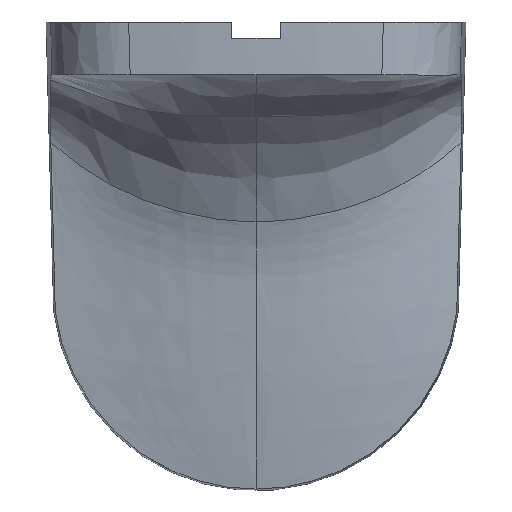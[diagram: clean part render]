
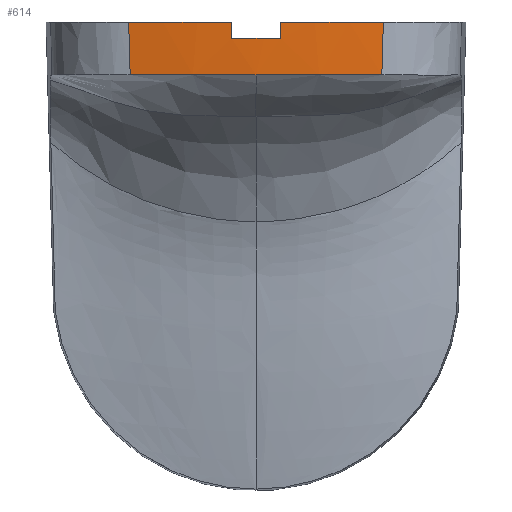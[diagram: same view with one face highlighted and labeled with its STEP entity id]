
A CAD part, front view. The second image highlights one B-rep face of the part: STEP entity #614.
In plain terms, the highlighted conical face has half-angle 1.5 degrees and reference radius 203 mm.
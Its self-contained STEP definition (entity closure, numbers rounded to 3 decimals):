
#311 = CARTESIAN_POINT ( 'NONE',  ( 30.994, -61.39, 56.333 ) ) ;
#614 = ADVANCED_FACE ( 'NONE', ( #13025 ), #13937, .T. ) ;
#867 = LINE ( 'NONE', #27483, #1006 ) ;
#1006 = VECTOR ( 'NONE', #25148, 1000. ) ;
#1145 = VERTEX_POINT ( 'NONE', #17136 ) ;
#2078 = CARTESIAN_POINT ( 'NONE',  ( 6., -63.911, 65. ) ) ;
#2638 = ORIENTED_EDGE ( 'NONE', *, *, #11873, .F. ) ;
#2884 = ORIENTED_EDGE ( 'NONE', *, *, #11560, .T. ) ;
#3070 = CARTESIAN_POINT ( 'NONE',  ( -6., -63.911, 65. ) ) ;
#3158 = AXIS2_PLACEMENT_3D ( 'NONE', #28597, #8871, #26711 ) ;
#3316 = DIRECTION ( 'NONE',  ( -1., 0., 0. ) ) ;
#3478 = VERTEX_POINT ( 'NONE', #27755 ) ;
#4249 = CARTESIAN_POINT ( 'NONE',  ( -30.994, -61.39, 56.333 ) ) ;
#4609 = AXIS2_PLACEMENT_3D ( 'NONE', #15514, #17415, #6147 ) ;
#4830 = ORIENTED_EDGE ( 'NONE', *, *, #19230, .F. ) ;
#5465 = EDGE_CURVE ( 'NONE', #10642, #22020, #16296, .T. ) ;
#5802 = CARTESIAN_POINT ( 'NONE',  ( 0., -63.66, 52. ) ) ;
#5959 = CIRCLE ( 'NONE', #3158, 203. ) ;
#6147 = DIRECTION ( 'NONE',  ( 1., 0., 0. ) ) ;
#6264 = VERTEX_POINT ( 'NONE', #3070 ) ;
#6679 = B_SPLINE_CURVE_WITH_KNOTS ( 'NONE', 3,
 ( #12021, #9960, #25753, #20934 ),
 .UNSPECIFIED., .F., .F.,
 ( 4, 4 ),
 ( 0., 1. ),
 .UNSPECIFIED. ) ;
#7316 = CARTESIAN_POINT ( 'NONE',  ( 30.871, -61.294, 52. ) ) ;
#7420 = AXIS2_PLACEMENT_3D ( 'NONE', #26254, #15135, #28004 ) ;
#7596 = CARTESIAN_POINT ( 'NONE',  ( -30.871, -61.294, 52. ) ) ;
#8252 = CARTESIAN_POINT ( 'NONE',  ( 30.871, -61.294, 52. ) ) ;
#8871 = DIRECTION ( 'NONE',  ( 0., 0., 1. ) ) ;
#9230 = CARTESIAN_POINT ( 'NONE',  ( 30.871, -61.294, 52. ) ) ;
#9366 = CARTESIAN_POINT ( 'NONE',  ( 25.756, -62.083, 51.998 ) ) ;
#9594 = CIRCLE ( 'NONE', #25932, 202.895 ) ;
#9642 = CARTESIAN_POINT ( 'NONE',  ( 0., -63.66, 52. ) ) ;
#9785 = CARTESIAN_POINT ( 'NONE',  ( 5.175, -63.66, 52. ) ) ;
#9905 = CARTESIAN_POINT ( 'NONE',  ( 0., 139., 61. ) ) ;
#9960 = CARTESIAN_POINT ( 'NONE',  ( -20.661, -62.868, 52. ) ) ;
#10112 = CARTESIAN_POINT ( 'NONE',  ( -6., -63.859, 63. ) ) ;
#10163 = EDGE_CURVE ( 'NONE', #10642, #20932, #10687, .T. ) ;
#10642 = VERTEX_POINT ( 'NONE', #12127 ) ;
#10677 = ORIENTED_EDGE ( 'NONE', *, *, #24238, .F. ) ;
#10687 = B_SPLINE_CURVE_WITH_KNOTS ( 'NONE', 3,
 ( #18152, #22538, #311, #9230 ),
 .UNSPECIFIED., .F., .F.,
 ( 4, 4 ),
 ( 0., 0.013 ),
 .UNSPECIFIED. ) ;
#11560 = EDGE_CURVE ( 'NONE', #1145, #11987, #14871, .T. ) ;
#11873 = EDGE_CURVE ( 'NONE', #20932, #18951, #20794, .T. ) ;
#11974 = EDGE_CURVE ( 'NONE', #22020, #25824, #867, .T. ) ;
#11987 = VERTEX_POINT ( 'NONE', #7596 ) ;
#12021 = CARTESIAN_POINT ( 'NONE',  ( -30.871, -61.294, 52. ) ) ;
#12127 = CARTESIAN_POINT ( 'NONE',  ( 31.24, -61.582, 65. ) ) ;
#13025 = FACE_OUTER_BOUND ( 'NONE', #22173, .T. ) ;
#13188 = CARTESIAN_POINT ( 'NONE',  ( 6., -63.807, 61. ) ) ;
#13368 = EDGE_CURVE ( 'NONE', #11987, #18951, #6679, .T. ) ;
#13937 = CONICAL_SURFACE ( 'NONE', #4609, 203., 0.026 ) ;
#14033 = CARTESIAN_POINT ( 'NONE',  ( 20.626, -62.674, 52. ) ) ;
#14871 = B_SPLINE_CURVE_WITH_KNOTS ( 'NONE', 3,
 ( #22242, #22535, #4249, #26779 ),
 .UNSPECIFIED., .F., .F.,
 ( 4, 4 ),
 ( 0., 0.013 ),
 .UNSPECIFIED. ) ;
#15077 = LINE ( 'NONE', #10112, #26042 ) ;
#15135 = DIRECTION ( 'NONE',  ( 0., 0., -1. ) ) ;
#15514 = CARTESIAN_POINT ( 'NONE',  ( 0., 139., 65. ) ) ;
#16296 = CIRCLE ( 'NONE', #7420, 203. ) ;
#17136 = CARTESIAN_POINT ( 'NONE',  ( -31.24, -61.582, 65. ) ) ;
#17304 = ORIENTED_EDGE ( 'NONE', *, *, #22343, .F. ) ;
#17415 = DIRECTION ( 'NONE',  ( 0., 0., 1. ) ) ;
#18152 = CARTESIAN_POINT ( 'NONE',  ( 31.24, -61.582, 65. ) ) ;
#18951 = VERTEX_POINT ( 'NONE', #5802 ) ;
#19230 = EDGE_CURVE ( 'NONE', #3478, #25824, #9594, .T. ) ;
#20620 = CARTESIAN_POINT ( 'NONE',  ( 10.336, -63.462, 52. ) ) ;
#20794 = B_SPLINE_CURVE_WITH_KNOTS ( 'NONE', 3,
 ( #7316, #9366, #14033, #20620, #9785, #9642 ),
 .UNSPECIFIED., .F., .F.,
 ( 4, 2, 4 ),
 ( 0., 0.5, 1. ),
 .UNSPECIFIED. ) ;
#20932 = VERTEX_POINT ( 'NONE', #8252 ) ;
#20934 = CARTESIAN_POINT ( 'NONE',  ( 0., -63.66, 52. ) ) ;
#22020 = VERTEX_POINT ( 'NONE', #2078 ) ;
#22087 = ORIENTED_EDGE ( 'NONE', *, *, #10163, .F. ) ;
#22173 = EDGE_LOOP ( 'NONE', ( #4830, #17304, #10677, #2884, #22948, #2638, #22087, #27906, #25015 ) ) ;
#22242 = CARTESIAN_POINT ( 'NONE',  ( -31.24, -61.582, 65. ) ) ;
#22343 = EDGE_CURVE ( 'NONE', #6264, #3478, #15077, .T. ) ;
#22535 = CARTESIAN_POINT ( 'NONE',  ( -31.117, -61.486, 60.667 ) ) ;
#22538 = CARTESIAN_POINT ( 'NONE',  ( 31.117, -61.486, 60.667 ) ) ;
#22948 = ORIENTED_EDGE ( 'NONE', *, *, #13368, .T. ) ;
#23211 = DIRECTION ( 'NONE',  ( 0., 0., 1. ) ) ;
#24238 = EDGE_CURVE ( 'NONE', #1145, #6264, #5959, .T. ) ;
#25015 = ORIENTED_EDGE ( 'NONE', *, *, #11974, .T. ) ;
#25148 = DIRECTION ( 'NONE',  ( 0., 0.026, -1. ) ) ;
#25753 = CARTESIAN_POINT ( 'NONE',  ( -10.331, -63.66, 52. ) ) ;
#25824 = VERTEX_POINT ( 'NONE', #13188 ) ;
#25932 = AXIS2_PLACEMENT_3D ( 'NONE', #9905, #23211, #3316 ) ;
#26042 = VECTOR ( 'NONE', #28092, 1000. ) ;
#26254 = CARTESIAN_POINT ( 'NONE',  ( 0., 139., 65. ) ) ;
#26711 = DIRECTION ( 'NONE',  ( 1., 0., 0. ) ) ;
#26779 = CARTESIAN_POINT ( 'NONE',  ( -30.871, -61.294, 52. ) ) ;
#27483 = CARTESIAN_POINT ( 'NONE',  ( 6., -63.859, 63. ) ) ;
#27755 = CARTESIAN_POINT ( 'NONE',  ( -6., -63.807, 61. ) ) ;
#27906 = ORIENTED_EDGE ( 'NONE', *, *, #5465, .T. ) ;
#28004 = DIRECTION ( 'NONE',  ( -1., 0., 0. ) ) ;
#28092 = DIRECTION ( 'NONE',  ( 0., 0.026, -1. ) ) ;
#28597 = CARTESIAN_POINT ( 'NONE',  ( 0., 139., 65. ) ) ;
